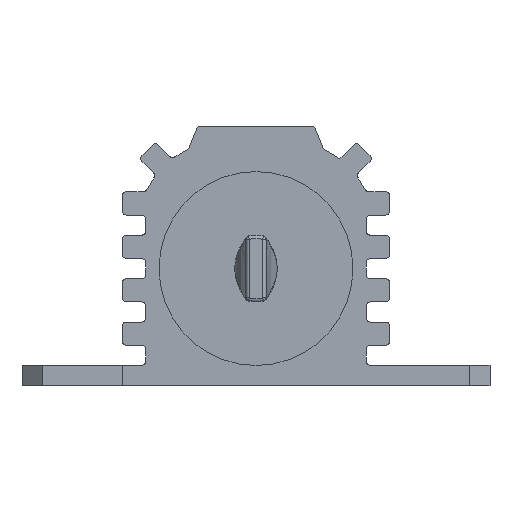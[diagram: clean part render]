
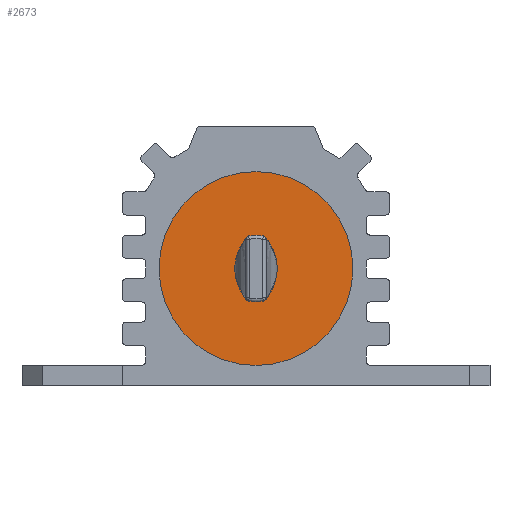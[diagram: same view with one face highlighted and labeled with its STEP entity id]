
A CAD part, left-side view. The second image highlights one B-rep face of the part: STEP entity #2673.
In plain terms, the highlighted planar face has unit normal (-1, 0, 0).
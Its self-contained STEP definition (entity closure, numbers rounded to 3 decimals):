
#236=CIRCLE('',#2936,5.8);
#386=FACE_OUTER_BOUND('',#541,.T.);
#541=EDGE_LOOP('',(#2341));
#1264=VERTEX_POINT('',#4419);
#1626=EDGE_CURVE('',#1264,#1264,#236,.F.);
#2341=ORIENTED_EDGE('',*,*,#1626,.F.);
#2559=PLANE('',#2935);
#2673=ADVANCED_FACE('',(#386),#2559,.T.);
#2935=AXIS2_PLACEMENT_3D('',#4418,#3634,#3635);
#2936=AXIS2_PLACEMENT_3D('',#4420,#3636,#3637);
#3634=DIRECTION('center_axis',(-1.,0.,0.));
#3635=DIRECTION('ref_axis',(0.,0.,1.));
#3636=DIRECTION('center_axis',(-1.,0.,0.));
#3637=DIRECTION('ref_axis',(0.,1.,0.));
#4418=CARTESIAN_POINT('Origin',(-12.9,0.,7.));
#4419=CARTESIAN_POINT('',(-12.9,-5.8,7.));
#4420=CARTESIAN_POINT('Origin',(-12.9,0.,7.));
